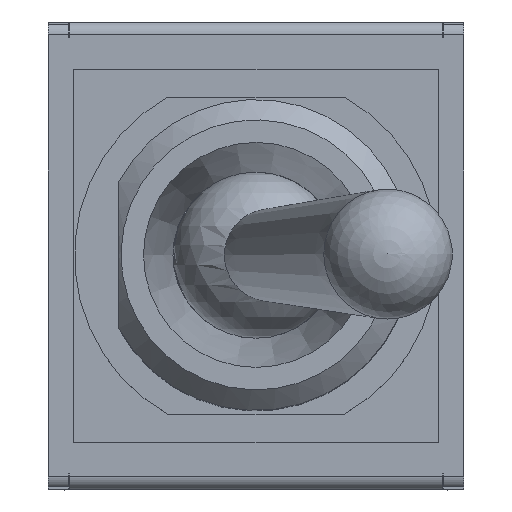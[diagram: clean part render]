
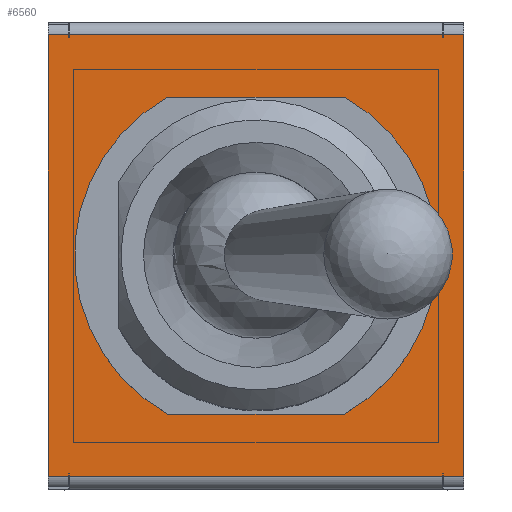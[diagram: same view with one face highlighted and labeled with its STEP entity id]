
A CAD part, top view. The second image highlights one B-rep face of the part: STEP entity #6560.
In plain terms, the highlighted planar face has unit normal (0, 0, 1).
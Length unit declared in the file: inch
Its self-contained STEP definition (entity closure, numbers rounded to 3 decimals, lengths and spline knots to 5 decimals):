
#378=CARTESIAN_POINT('',(-0.06811,0.12205,0.29252));
#379=VERTEX_POINT('',#378);
#386=CARTESIAN_POINT('',(-0.06811,-0.12205,0.29252));
#387=VERTEX_POINT('',#386);
#388=CARTESIAN_POINT('',(0.0,0.0,0.29252));
#389=DIRECTION('',(0.0,0.0,-1.0));
#390=DIRECTION('',(0.487,-0.873,0.0));
#391=AXIS2_PLACEMENT_3D('',#388,#389,#390);
#392=CIRCLE('',#391,0.13976);
#393=EDGE_CURVE('',#387,#379,#392,.T.);
#417=CARTESIAN_POINT('',(0.06811,0.12205,0.29252));
#418=VERTEX_POINT('',#417);
#425=CARTESIAN_POINT('',(-0.06811,0.12205,0.29252));
#426=DIRECTION('',(1.0,0.0,0.0));
#427=VECTOR('',#426,0.13621);
#428=LINE('',#425,#427);
#429=EDGE_CURVE('',#379,#418,#428,.T.);
#449=CARTESIAN_POINT('',(0.06811,-0.12205,0.29252));
#450=VERTEX_POINT('',#449);
#457=CARTESIAN_POINT('',(0.0,0.0,0.29252));
#458=DIRECTION('',(0.0,0.0,-1.0));
#459=DIRECTION('',(-0.487,0.873,0.0));
#460=AXIS2_PLACEMENT_3D('',#457,#458,#459);
#461=CIRCLE('',#460,0.13976);
#462=EDGE_CURVE('',#418,#450,#461,.T.);
#480=CARTESIAN_POINT('',(0.06811,-0.12205,0.29252));
#481=DIRECTION('',(-1.0,0.0,0.0));
#482=VECTOR('',#481,0.13621);
#483=LINE('',#480,#482);
#484=EDGE_CURVE('',#450,#387,#483,.T.);
#6488=CARTESIAN_POINT('',(0.16004,-0.17008,0.29252));
#6489=VERTEX_POINT('',#6488);
#6497=CARTESIAN_POINT('',(-0.16004,-0.17008,0.29252));
#6498=VERTEX_POINT('',#6497);
#6499=CARTESIAN_POINT('',(0.16004,-0.17008,0.29252));
#6500=DIRECTION('',(-1.0,0.0,0.0));
#6501=VECTOR('',#6500,0.32008);
#6502=LINE('',#6499,#6501);
#6503=EDGE_CURVE('',#6489,#6498,#6502,.T.);
#6524=CARTESIAN_POINT('',(0.17604,0.18709,0.29252));
#6525=DIRECTION('',(0.0,0.0,1.0));
#6526=DIRECTION('',(1.0,0.0,0.0));
#6527=AXIS2_PLACEMENT_3D('',#6524,#6525,#6526);
#6528=PLANE('',#6527);
#6529=ORIENTED_EDGE('',*,*,#6503,.F.);
#6530=CARTESIAN_POINT('',(0.16004,0.17008,0.29252));
#6531=VERTEX_POINT('',#6530);
#6532=CARTESIAN_POINT('',(0.16004,0.17008,0.29252));
#6533=DIRECTION('',(0.0,-1.0,0.0));
#6534=VECTOR('',#6533,0.34016);
#6535=LINE('',#6532,#6534);
#6536=EDGE_CURVE('',#6531,#6489,#6535,.T.);
#6537=ORIENTED_EDGE('',*,*,#6536,.F.);
#6538=CARTESIAN_POINT('',(-0.16004,0.17008,0.29252));
#6539=VERTEX_POINT('',#6538);
#6540=CARTESIAN_POINT('',(-0.16004,0.17008,0.29252));
#6541=DIRECTION('',(1.0,0.0,0.0));
#6542=VECTOR('',#6541,0.32008);
#6543=LINE('',#6540,#6542);
#6544=EDGE_CURVE('',#6539,#6531,#6543,.T.);
#6545=ORIENTED_EDGE('',*,*,#6544,.F.);
#6546=CARTESIAN_POINT('',(-0.16004,-0.17008,0.29252));
#6547=DIRECTION('',(0.0,1.0,0.0));
#6548=VECTOR('',#6547,0.34016);
#6549=LINE('',#6546,#6548);
#6550=EDGE_CURVE('',#6498,#6539,#6549,.T.);
#6551=ORIENTED_EDGE('',*,*,#6550,.F.);
#6552=EDGE_LOOP('',(#6529,#6537,#6545,#6551));
#6553=FACE_OUTER_BOUND('',#6552,.T.);
#6554=ORIENTED_EDGE('',*,*,#393,.T.);
#6555=ORIENTED_EDGE('',*,*,#429,.T.);
#6556=ORIENTED_EDGE('',*,*,#462,.T.);
#6557=ORIENTED_EDGE('',*,*,#484,.T.);
#6558=EDGE_LOOP('',(#6554,#6555,#6556,#6557));
#6559=FACE_BOUND('',#6558,.T.);
#6560=ADVANCED_FACE('',(#6553,#6559),#6528,.T.);
